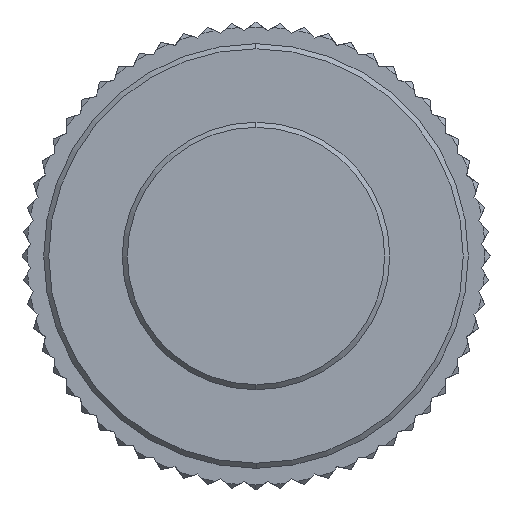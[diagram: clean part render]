
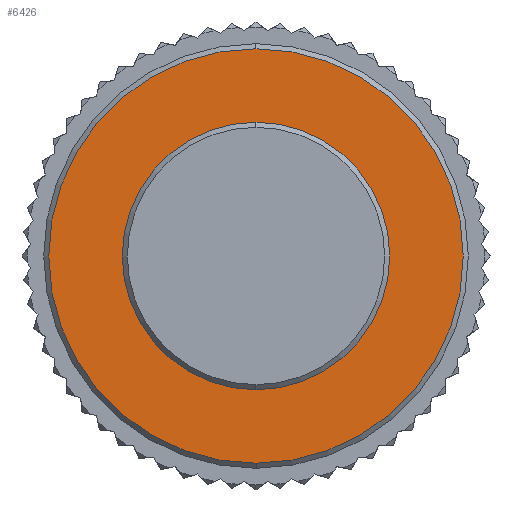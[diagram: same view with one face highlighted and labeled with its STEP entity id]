
A CAD part, left-side view. The second image highlights one B-rep face of the part: STEP entity #6426.
In plain terms, the highlighted planar face has unit normal (-1, 0, 0).
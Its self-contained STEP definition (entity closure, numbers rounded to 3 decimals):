
#152 = FACE_OUTER_BOUND ( 'NONE', #3211, .T. ) ;
#181 = CIRCLE ( 'NONE', #1172, 12.4 ) ;
#312 = DIRECTION ( 'NONE',  ( -1., 0., 0. ) ) ;
#680 = PLANE ( 'NONE',  #5414 ) ;
#708 = CARTESIAN_POINT ( 'NONE',  ( 74., 0., -8. ) ) ;
#779 = AXIS2_PLACEMENT_3D ( 'NONE', #7371, #6053, #5302 ) ;
#936 = CIRCLE ( 'NONE', #7461, 8. ) ;
#1172 = AXIS2_PLACEMENT_3D ( 'NONE', #3014, #312, #5767 ) ;
#1694 = DIRECTION ( 'NONE',  ( 0., 0., 1. ) ) ;
#1820 = ORIENTED_EDGE ( 'NONE', *, *, #3110, .T. ) ;
#2320 = DIRECTION ( 'NONE',  ( -1., 0., 0. ) ) ;
#2410 = EDGE_CURVE ( 'NONE', #6517, #3042, #936, .T. ) ;
#2515 = EDGE_LOOP ( 'NONE', ( #2890, #3630 ) ) ;
#2849 = ORIENTED_EDGE ( 'NONE', *, *, #4486, .T. ) ;
#2890 = ORIENTED_EDGE ( 'NONE', *, *, #6780, .F. ) ;
#3014 = CARTESIAN_POINT ( 'NONE',  ( 74., 0., 0. ) ) ;
#3042 = VERTEX_POINT ( 'NONE', #7032 ) ;
#3110 = EDGE_CURVE ( 'NONE', #6295, #7346, #181, .T. ) ;
#3211 = EDGE_LOOP ( 'NONE', ( #2849, #1820 ) ) ;
#3630 = ORIENTED_EDGE ( 'NONE', *, *, #2410, .F. ) ;
#3802 = DIRECTION ( 'NONE',  ( -1., 0., 0. ) ) ;
#3873 = CIRCLE ( 'NONE', #5368, 8. ) ;
#4486 = EDGE_CURVE ( 'NONE', #7346, #6295, #8247, .T. ) ;
#4923 = CARTESIAN_POINT ( 'NONE',  ( 74., 0., 0. ) ) ;
#5302 = DIRECTION ( 'NONE',  ( 0., 0., 1. ) ) ;
#5368 = AXIS2_PLACEMENT_3D ( 'NONE', #7871, #3802, #5828 ) ;
#5414 = AXIS2_PLACEMENT_3D ( 'NONE', #6197, #7507, #6794 ) ;
#5767 = DIRECTION ( 'NONE',  ( 0., 0., 1. ) ) ;
#5828 = DIRECTION ( 'NONE',  ( 0., 0., 1. ) ) ;
#5857 = CARTESIAN_POINT ( 'NONE',  ( 74., 0., -12.4 ) ) ;
#6053 = DIRECTION ( 'NONE',  ( -1., 0., 0. ) ) ;
#6121 = FACE_BOUND ( 'NONE', #2515, .T. ) ;
#6197 = CARTESIAN_POINT ( 'NONE',  ( 74., 8., 0. ) ) ;
#6295 = VERTEX_POINT ( 'NONE', #7364 ) ;
#6426 = ADVANCED_FACE ( 'NONE', ( #6121, #152 ), #680, .F. ) ;
#6517 = VERTEX_POINT ( 'NONE', #708 ) ;
#6780 = EDGE_CURVE ( 'NONE', #3042, #6517, #3873, .T. ) ;
#6794 = DIRECTION ( 'NONE',  ( 0., 0., -1. ) ) ;
#7032 = CARTESIAN_POINT ( 'NONE',  ( 74., 0., 8. ) ) ;
#7346 = VERTEX_POINT ( 'NONE', #5857 ) ;
#7364 = CARTESIAN_POINT ( 'NONE',  ( 74., 0., 12.4 ) ) ;
#7371 = CARTESIAN_POINT ( 'NONE',  ( 74., 0., 0. ) ) ;
#7461 = AXIS2_PLACEMENT_3D ( 'NONE', #4923, #2320, #1694 ) ;
#7507 = DIRECTION ( 'NONE',  ( 1., 0., 0. ) ) ;
#7871 = CARTESIAN_POINT ( 'NONE',  ( 74., 0., 0. ) ) ;
#8247 = CIRCLE ( 'NONE', #779, 12.4 ) ;
